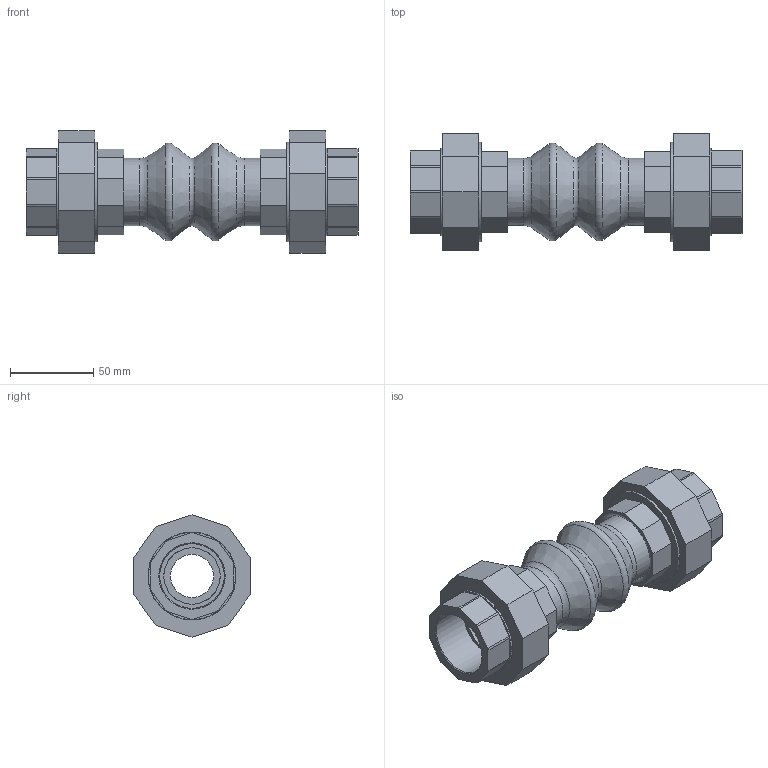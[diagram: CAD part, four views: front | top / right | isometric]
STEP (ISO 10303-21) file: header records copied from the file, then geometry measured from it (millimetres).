
FILE_DESCRIPTION(('HOOPS Exchange Step'),'2;1');
FILE_NAME('KP02_DN32.stp','2025-12-08T10:52:19+01:00',('nieru'),('Unknown organisation'),'HOOPS Exchange 2024.2','HOOPS Exchange','Unknown authorisation');
FILE_SCHEMA( ('AP203_CONFIGURATION_CONTROLLED_3D_DESIGN_OF_MECHANICAL_PARTS_AND_ASSEMBLIES_MIM_LF') );
Length unit declared in the file: millimetre
Products named in the file (2): 0; root
Assembly tree (1 placements, depth 2):
  root
    0
Bounding box: 200 x 70 x 73.6 mm (x, y, z)
Volume: 287190.1 mm3; surface area: 93405 mm2
Topology: 1 solids, 3 shells, 145 faces, 392 edges, 271 vertices
Faces by surface type: plane 84, cylinder 40, torus 11, cone 10
Full cylindrical faces by diameter (mm): 26 x2, 34 x2, 38.952 x2, 40.5 x2, 41 x2, 52.5 x2, 53 x2, 57 x2, 57.835 x2, 60 x2
Entity records: 19097 total; most frequent: CARTESIAN_POINT 15403, ORIENTED_EDGE 784, DIRECTION 684, EDGE_CURVE 392, VERTEX_POINT 271, VECTOR 244, LINE 244, AXIS2_PLACEMENT_3D 220
